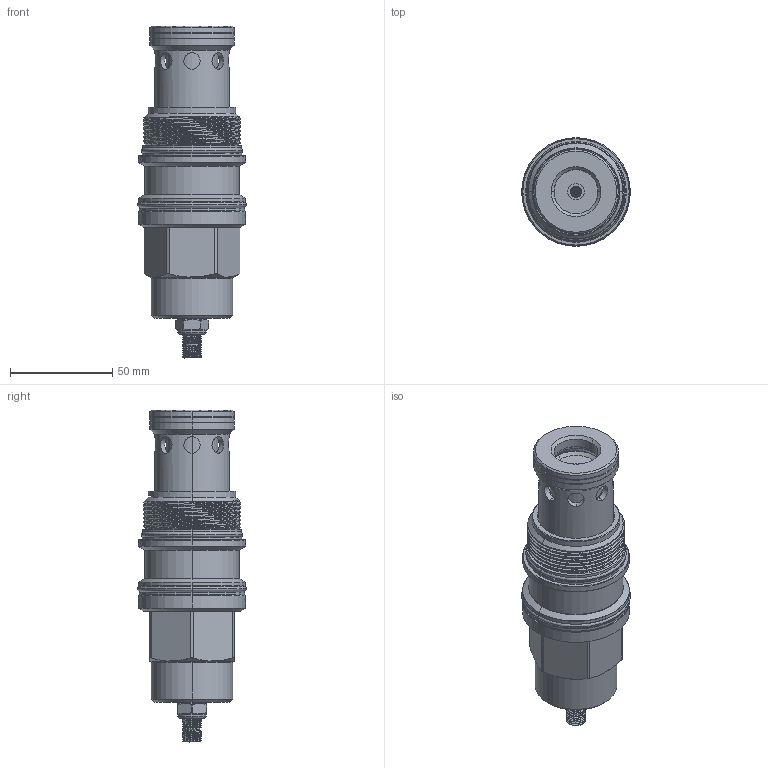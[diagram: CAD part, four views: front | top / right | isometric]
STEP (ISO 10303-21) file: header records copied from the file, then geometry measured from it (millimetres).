
FILE_DESCRIPTION (( 'STEP AP203' ), '1' );
FILE_NAME ('SP19A3G-L.STEP', '2020-03-27T02:43:14', ( '' ), ( '' ), 'SwSTEP 2.0', 'SolidWorks 2018', '' );
FILE_SCHEMA (( 'CONFIG_CONTROL_DESIGN' ));
Length unit declared in the file: millimetre
Products named in the file (1): SP19A3G-L
Bounding box: 53.11 x 53.11 x 162.43 mm (x, y, z)
Volume: 205390.7 mm3; surface area: 36425 mm2
Topology: 6 solids, 6 shells, 725 faces, 1992 edges, 1263 vertices
Faces by surface type: cylinder 536, plane 60, cone 60, torus 52, bspline 9, sphere 8
Entity records: 55448 total; most frequent: CARTESIAN_POINT 37901, ORIENTED_EDGE 3980, DIRECTION 2854, EDGE_CURVE 1990, VERTEX_POINT 1263, EDGE_LOOP 1131, AXIS2_PLACEMENT_3D 1105, B_SPLINE_CURVE_WITH_KNOTS 885
